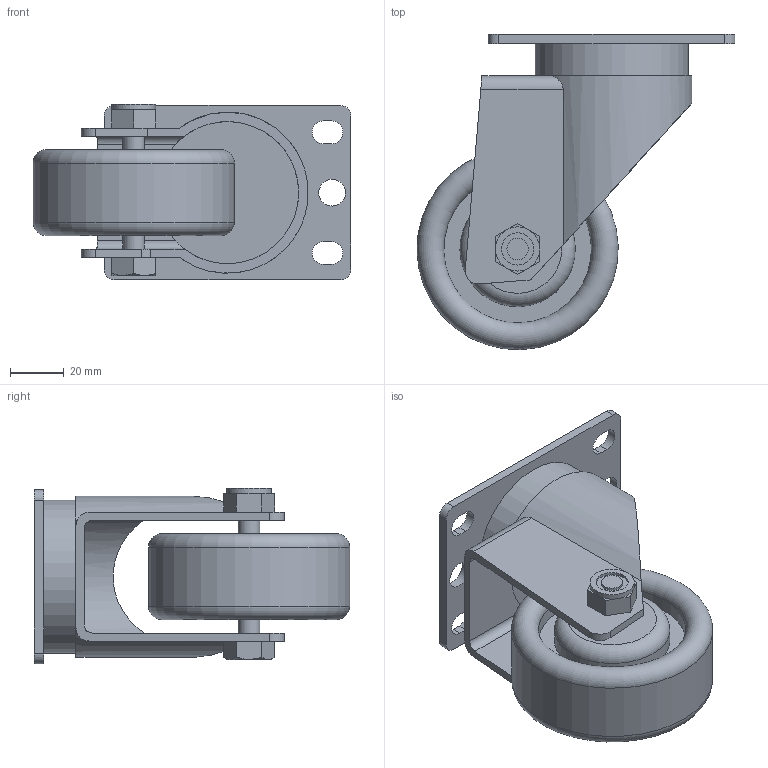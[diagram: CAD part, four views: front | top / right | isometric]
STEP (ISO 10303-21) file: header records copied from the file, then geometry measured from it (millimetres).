
FILE_DESCRIPTION((''),'2;1');
FILE_NAME('86401- poprawione.stp','2020-06-26T13:36:14',('trakoczy'),(''),'Autodesk Inventor 2013','Autodesk Inventor 2013','');
FILE_SCHEMA(('AUTOMOTIVE_DESIGN { 1 0 10303 214 1 1 1 1 }'));
Length unit declared in the file: millimetre
Products named in the file (3): 86401; 86401- I; 86401- II
Assembly tree (2 placements, depth 2):
  86401
    86401- I
    86401- II
Bounding box: 118.48 x 117.48 x 65.5 mm (x, y, z)
Volume: 204898.5 mm3; surface area: 58377.4 mm2
Topology: 2 solids, 2 shells, 93 faces, 234 edges, 153 vertices
Faces by surface type: plane 53, cylinder 35, torus 4, cone 1
Full cylindrical faces by diameter (mm): 8 x2, 10 x2, 12 x1, 16.454 x1, 43 x2, 53 x1, 55 x2, 57 x1, 75 x1
Entity records: 2818 total; most frequent: CARTESIAN_POINT 511, DIRECTION 471, ORIENTED_EDGE 420, EDGE_CURVE 210, AXIS2_PLACEMENT_3D 173, VERTEX_POINT 147, EDGE_LOOP 133, VECTOR 125
